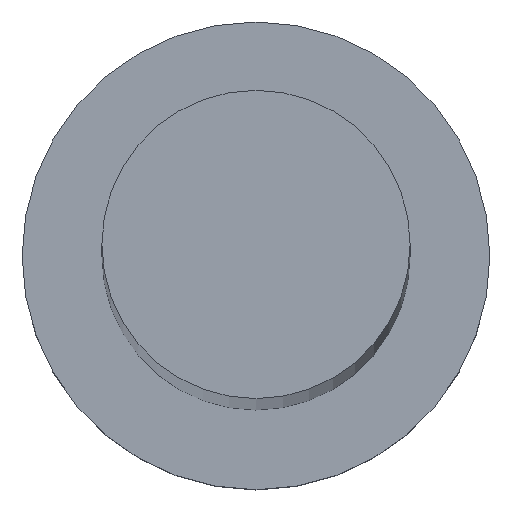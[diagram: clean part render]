
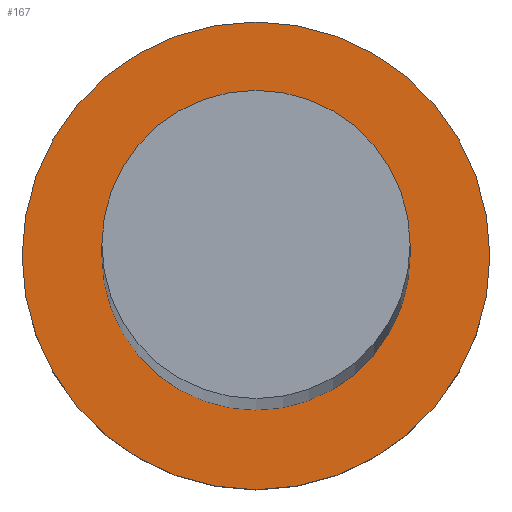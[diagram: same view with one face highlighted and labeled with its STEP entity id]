
A CAD part, top view. The second image highlights one B-rep face of the part: STEP entity #167.
In plain terms, the highlighted planar face has unit normal (0, 0, 1).
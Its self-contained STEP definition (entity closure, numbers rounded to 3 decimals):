
#2 = DIRECTION ( 'NONE',  ( 1., 0., 0. ) ) ;
#8 = AXIS2_PLACEMENT_3D ( 'NONE', #81, #106, #63 ) ;
#14 = DIRECTION ( 'NONE',  ( 0., 0., 1. ) ) ;
#21 = CARTESIAN_POINT ( 'NONE',  ( 0., 0., 7. ) ) ;
#26 = EDGE_CURVE ( 'NONE', #197, #89, #116, .T. ) ;
#33 = CARTESIAN_POINT ( 'NONE',  ( 11., 0., 7. ) ) ;
#53 = DIRECTION ( 'NONE',  ( 1., 0., 0. ) ) ;
#55 = CARTESIAN_POINT ( 'NONE',  ( -7.25, 0., 7. ) ) ;
#58 = ORIENTED_EDGE ( 'NONE', *, *, #134, .F. ) ;
#63 = DIRECTION ( 'NONE',  ( 1., 0., 0. ) ) ;
#66 = CIRCLE ( 'NONE', #123, 7.25 ) ;
#69 = CARTESIAN_POINT ( 'NONE',  ( 0., 0., 7. ) ) ;
#70 = CARTESIAN_POINT ( 'NONE',  ( 7.25, 0., 7. ) ) ;
#73 = EDGE_CURVE ( 'NONE', #89, #197, #92, .T. ) ;
#74 = DIRECTION ( 'NONE',  ( 1., 0., 0. ) ) ;
#78 = EDGE_LOOP ( 'NONE', ( #158, #166 ) ) ;
#80 = EDGE_CURVE ( 'NONE', #216, #223, #234, .T. ) ;
#81 = CARTESIAN_POINT ( 'NONE',  ( 0., 0., 7. ) ) ;
#89 = VERTEX_POINT ( 'NONE', #126 ) ;
#90 = FACE_OUTER_BOUND ( 'NONE', #78, .T. ) ;
#92 = CIRCLE ( 'NONE', #111, 11. ) ;
#106 = DIRECTION ( 'NONE',  ( 0., 0., 1. ) ) ;
#111 = AXIS2_PLACEMENT_3D ( 'NONE', #203, #185, #198 ) ;
#116 = CIRCLE ( 'NONE', #8, 11. ) ;
#123 = AXIS2_PLACEMENT_3D ( 'NONE', #69, #14, #53 ) ;
#126 = CARTESIAN_POINT ( 'NONE',  ( -11., 0., 7. ) ) ;
#134 = EDGE_CURVE ( 'NONE', #223, #216, #66, .T. ) ;
#147 = PLANE ( 'NONE',  #201 ) ;
#149 = CARTESIAN_POINT ( 'NONE',  ( 0., 0., 7. ) ) ;
#158 = ORIENTED_EDGE ( 'NONE', *, *, #73, .T. ) ;
#166 = ORIENTED_EDGE ( 'NONE', *, *, #26, .T. ) ;
#167 = ADVANCED_FACE ( 'NONE', ( #228, #90 ), #147, .T. ) ;
#181 = DIRECTION ( 'NONE',  ( 0., 0., 1. ) ) ;
#185 = DIRECTION ( 'NONE',  ( 0., 0., 1. ) ) ;
#186 = ORIENTED_EDGE ( 'NONE', *, *, #80, .F. ) ;
#197 = VERTEX_POINT ( 'NONE', #33 ) ;
#198 = DIRECTION ( 'NONE',  ( 1., 0., 0. ) ) ;
#201 = AXIS2_PLACEMENT_3D ( 'NONE', #149, #247, #74 ) ;
#203 = CARTESIAN_POINT ( 'NONE',  ( 0., 0., 7. ) ) ;
#216 = VERTEX_POINT ( 'NONE', #55 ) ;
#223 = VERTEX_POINT ( 'NONE', #70 ) ;
#228 = FACE_BOUND ( 'NONE', #232, .T. ) ;
#232 = EDGE_LOOP ( 'NONE', ( #186, #58 ) ) ;
#234 = CIRCLE ( 'NONE', #253, 7.25 ) ;
#247 = DIRECTION ( 'NONE',  ( 0., 0., 1. ) ) ;
#253 = AXIS2_PLACEMENT_3D ( 'NONE', #21, #181, #2 ) ;
